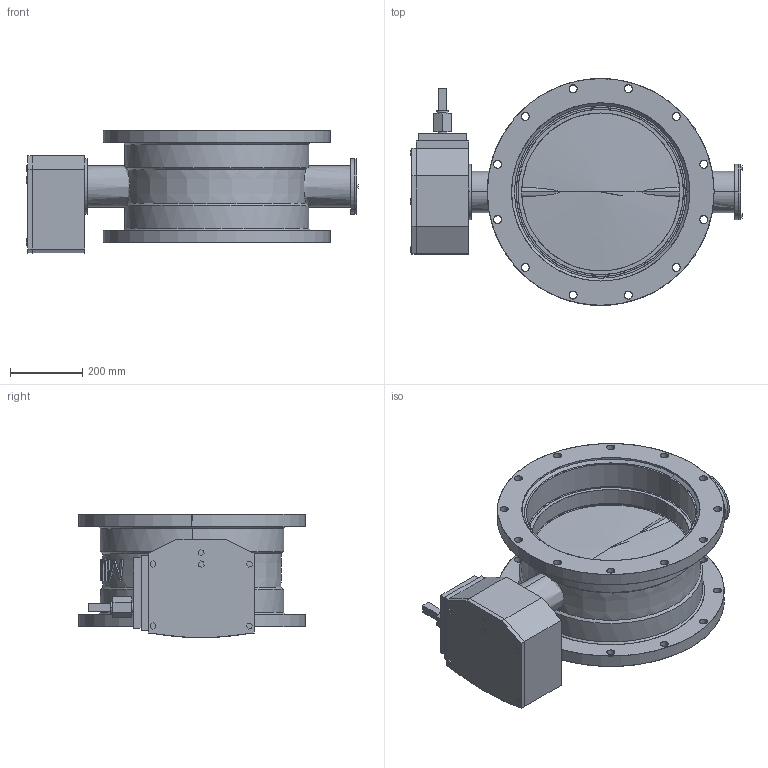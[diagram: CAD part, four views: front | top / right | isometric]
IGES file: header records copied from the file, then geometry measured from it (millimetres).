
Start section: SolidWorks IGES file using analytic representation for surfaces
Global section: file name: B_18_assy.IGS; native system: SolidWorks 2012; preprocessor: SolidWorks 2012; author: CAD; date: 150428.133125; units: millimetre
Bounding box: 917.96 x 627.13 x 341.31 mm (x, y, z)
Surface area: 3188257.4 mm2 (no closed solid volume)
Topology: 0 solids, 0 shells, 428 faces, 9084 edges, 9080 vertices
Faces by surface type: bspline 240, revolution 188
